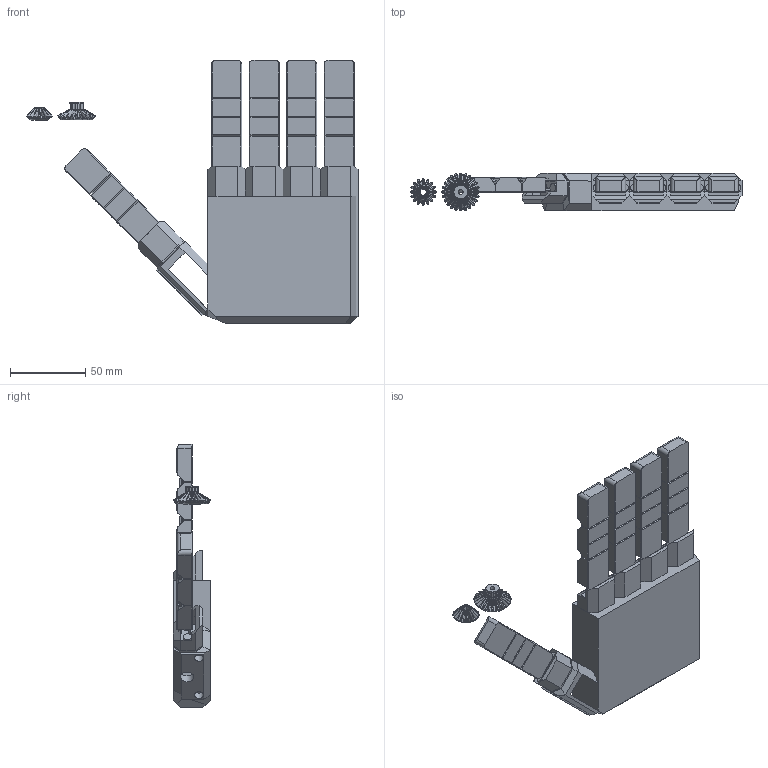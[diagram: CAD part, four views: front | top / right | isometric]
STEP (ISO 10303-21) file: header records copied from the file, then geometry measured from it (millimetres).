
FILE_DESCRIPTION(/* description */ (''),/* implementation_level */ '2;1');
FILE_NAME(/* name */ 'Hand.step',/* time_stamp */ '2023-08-06T16:19:43-04:00',/* author */ (''),/* organization */ (''),/* preprocessor_version */ 'ST-DEVELOPER v20',/* originating_system */ 'Autodesk Translation Framework v12.9.0.99',/* authorisation */ '');
FILE_SCHEMA (('AUTOMOTIVE_DESIGN { 1 0 10303 214 3 1 1 }'));
Length unit declared in the file: millimetre
Products named in the file (4): Finger; Component3; Component7; Component9
Assembly tree (7 placements, depth 2):
  Finger
    Component3
    Component7
    Component9  x5
Bounding box: 221.28 x 25.11 x 175.4 mm (x, y, z)
Volume: 174322.2 mm3; surface area: 99780.1 mm2
Topology: 53 solids, 53 shells, 1409 faces, 3520 edges, 2258 vertices
Faces by surface type: plane 1074, cylinder 199, bspline 122, torus 10, cone 4
Full cylindrical faces by diameter (mm): 1 x20, 2.2 x16, 2.8 x4, 3 x17, 3.25 x1, 5.2 x10, 5.4 x10, 9 x2, 9.1 x1, 16.5 x4
Entity records: 24533 total; most frequent: CARTESIAN_POINT 9574, ORIENTED_EDGE 3112, DIRECTION 2717, EDGE_CURVE 1556, LINE 1099, VECTOR 1099, VERTEX_POINT 1010, AXIS2_PLACEMENT_3D 809
